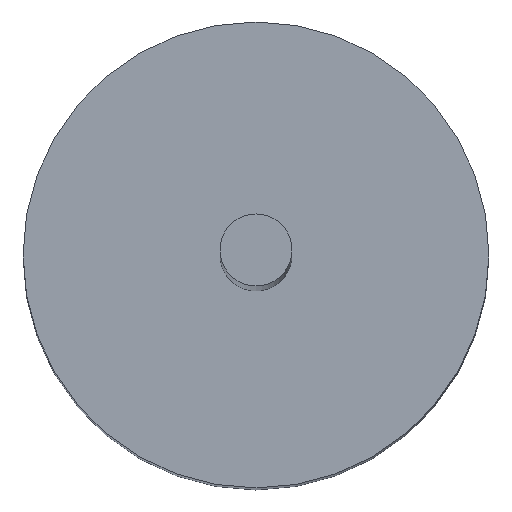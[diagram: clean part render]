
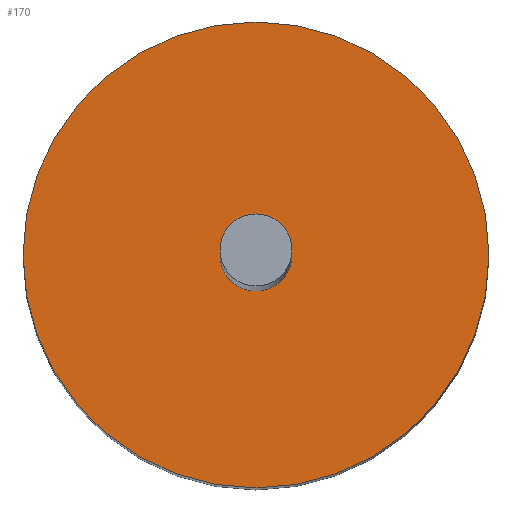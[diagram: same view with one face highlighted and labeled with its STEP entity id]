
A CAD part, top view. The second image highlights one B-rep face of the part: STEP entity #170.
In plain terms, the highlighted planar face has unit normal (0, 0, 1).
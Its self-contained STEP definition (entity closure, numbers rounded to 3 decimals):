
#29=CARTESIAN_POINT('',(0.,0.,5.205));
#30=DIRECTION('',(0.,0.,1.));
#31=DIRECTION('',(1.,0.,0.));
#32=AXIS2_PLACEMENT_3D('',#29,#30,#31);
#34=CARTESIAN_POINT('',(0.,0.,5.205));
#35=DIRECTION('',(0.,0.,1.));
#36=DIRECTION('',(-1.,0.,0.));
#37=AXIS2_PLACEMENT_3D('',#34,#35,#36);
#39=CARTESIAN_POINT('',(0.,0.,5.205));
#40=DIRECTION('',(0.,0.,1.));
#41=DIRECTION('',(1.,0.,0.));
#42=AXIS2_PLACEMENT_3D('',#39,#40,#41);
#44=CARTESIAN_POINT('',(0.,0.,5.205));
#45=DIRECTION('',(0.,0.,1.));
#46=DIRECTION('',(-1.,0.,0.));
#47=AXIS2_PLACEMENT_3D('',#44,#45,#46);
#89=CARTESIAN_POINT('',(2.055,0.,5.205));
#90=CARTESIAN_POINT('',(-2.055,0.,5.205));
#91=VERTEX_POINT('',#89);
#92=VERTEX_POINT('',#90);
#105=CARTESIAN_POINT('',(0.318,0.,5.205));
#106=CARTESIAN_POINT('',(-0.318,0.,5.205));
#107=VERTEX_POINT('',#105);
#108=VERTEX_POINT('',#106);
#155=CARTESIAN_POINT('',(0.,0.,5.205));
#156=DIRECTION('',(0.,0.,1.));
#157=DIRECTION('',(1.,0.,0.));
#158=AXIS2_PLACEMENT_3D('',#155,#156,#157);
#159=PLANE('',#158);
#160=ORIENTED_EDGE('',*,*,#135,.F.);
#161=ORIENTED_EDGE('',*,*,#149,.F.);
#162=EDGE_LOOP('',(#160,#161));
#163=FACE_OUTER_BOUND('',#162,.F.);
#165=ORIENTED_EDGE('',*,*,#164,.T.);
#167=ORIENTED_EDGE('',*,*,#166,.T.);
#168=EDGE_LOOP('',(#165,#167));
#169=FACE_BOUND('',#168,.F.);
#33=CIRCLE('',#32,2.055);
#38=CIRCLE('',#37,2.055);
#43=CIRCLE('',#42,0.318);
#48=CIRCLE('',#47,0.318);
#135=EDGE_CURVE('',#91,#92,#33,.T.);
#149=EDGE_CURVE('',#92,#91,#38,.T.);
#164=EDGE_CURVE('',#107,#108,#43,.T.);
#166=EDGE_CURVE('',#108,#107,#48,.T.);
#170=ADVANCED_FACE('',(#163,#169),#159,.T.);
